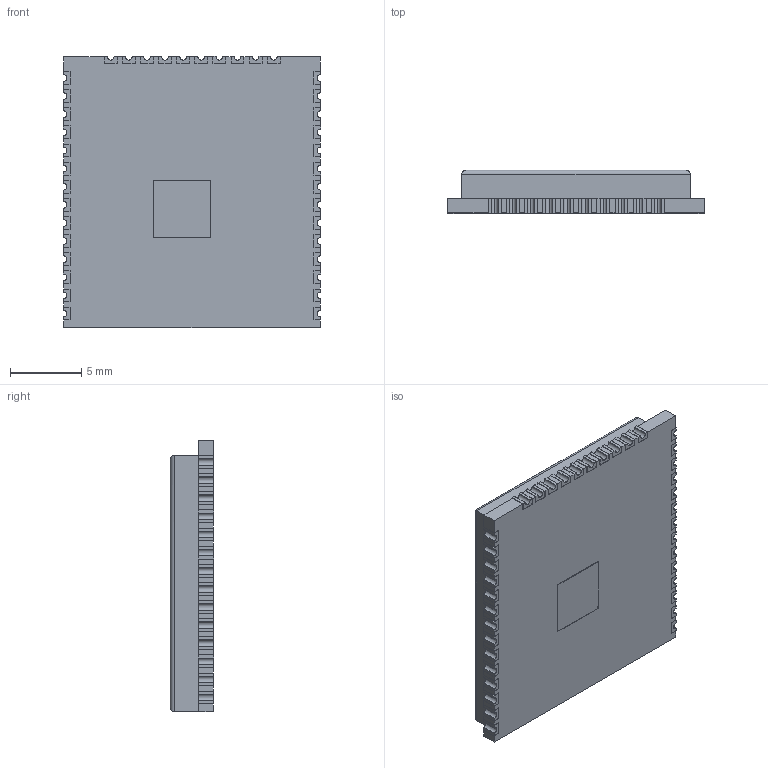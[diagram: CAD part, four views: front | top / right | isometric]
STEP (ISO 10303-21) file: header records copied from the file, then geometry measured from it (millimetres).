
FILE_DESCRIPTION (( 'STEP AP214' ), '1' );
FILE_NAME ('ESP32_WROOM_U.STEP', '2021-12-28T08:33:06', ( 'PC' ), ( 'Microsoft' ), 'SwSTEP 2.0', 'SolidWorks 2021', '' );
FILE_SCHEMA (( 'AUTOMOTIVE_DESIGN' ));
Length unit declared in the file: millimetre
Products named in the file (1): ESP32_WROOM_U
Bounding box: 18.07 x 3.04 x 19.04 mm (x, y, z)
Volume: 915.5 mm3; surface area: 905.1 mm2
Topology: 1 solids, 1 shells, 850 faces, 2449 edges, 1618 vertices
Faces by surface type: plane 798, cylinder 52
Entity records: 27351 total; most frequent: CARTESIAN_POINT 4930, ORIENTED_EDGE 4898, DIRECTION 4243, EDGE_CURVE 2449, LINE 2349, VECTOR 2349, VERTEX_POINT 1618, AXIS2_PLACEMENT_3D 947
